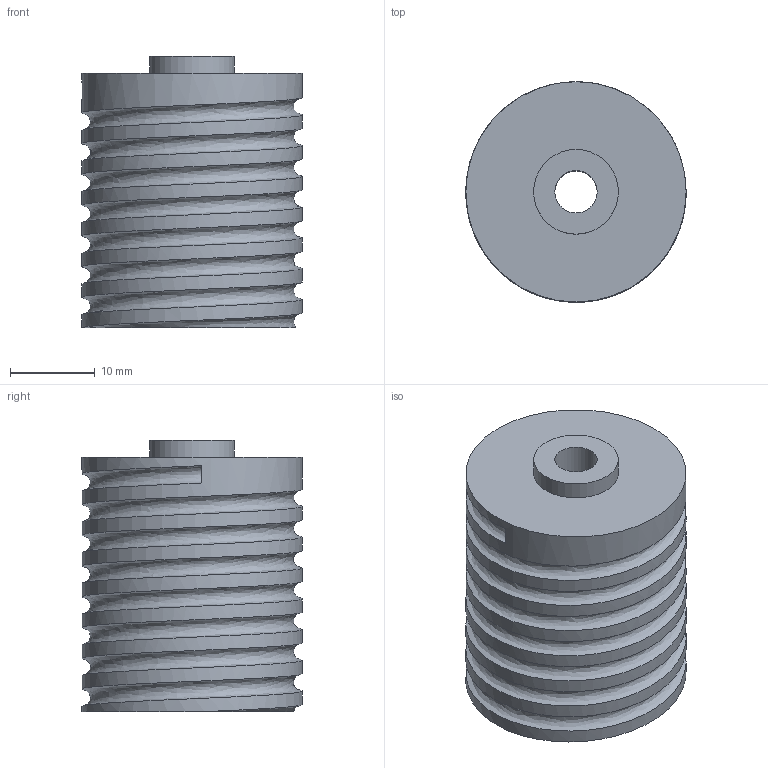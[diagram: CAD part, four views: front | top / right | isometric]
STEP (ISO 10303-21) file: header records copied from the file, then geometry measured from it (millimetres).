
FILE_DESCRIPTION(('FreeCAD Model'),'2;1');
FILE_NAME('Open CASCADE Shape Model','2025-09-14T21:00:41',(''),(''), 'Open CASCADE STEP processor 7.7','FreeCAD','Unknown');
FILE_SCHEMA(('AUTOMOTIVE_DESIGN { 1 0 10303 214 1 1 1 1 }'));
Length unit declared in the file: millimetre
Products named in the file (2): RGB_Ball_Fassung; Cut001
Assembly tree (1 placements, depth 2):
  RGB_Ball_Fassung
    Cut001
Bounding box: 26 x 26 x 32 mm (x, y, z)
Volume: 14451.2 mm3; surface area: 4640.6 mm2
Topology: 1 solids, 1 shells, 15 faces, 36 edges, 24 vertices
Faces by surface type: cylinder 10, plane 4, bspline 1
Full cylindrical faces by diameter (mm): 5 x1, 10 x1, 26 x7
Entity records: 2322 total; most frequent: CARTESIAN_POINT 1962, ORIENTED_EDGE 72, DIRECTION 55, EDGE_CURVE 36, VERTEX_POINT 24, AXIS2_PLACEMENT_3D 22, FACE_BOUND 18, EDGE_LOOP 18
